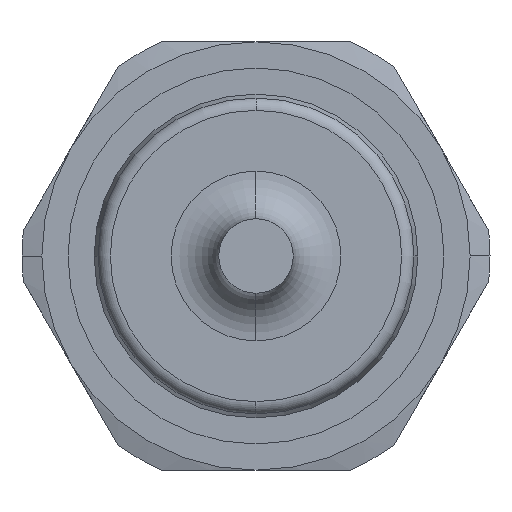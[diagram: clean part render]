
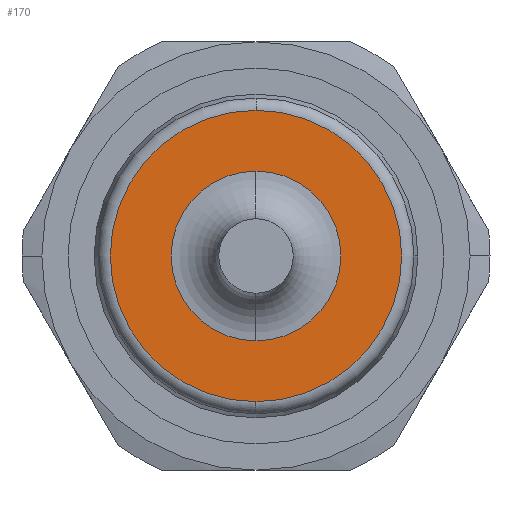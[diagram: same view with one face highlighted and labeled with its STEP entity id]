
A CAD part, left-side view. The second image highlights one B-rep face of the part: STEP entity #170.
In plain terms, the highlighted planar face has unit normal (-1, 0, 0).
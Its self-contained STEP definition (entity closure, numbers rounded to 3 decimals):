
#170 = ADVANCED_FACE( '', ( #371, #372 ), #373, .T. );
#371 = FACE_BOUND( '', #576, .T. );
#372 = FACE_OUTER_BOUND( '', #577, .T. );
#373 = PLANE( '', #578 );
#576 = EDGE_LOOP( '', ( #1311, #1312, #1313 ) );
#577 = EDGE_LOOP( '', ( #1314, #1315, #1316 ) );
#578 = AXIS2_PLACEMENT_3D( '', #1317, #1318, #1319 );
#1311 = ORIENTED_EDGE( '', *, *, #1568, .F. );
#1312 = ORIENTED_EDGE( '', *, *, #1569, .F. );
#1313 = ORIENTED_EDGE( '', *, *, #1348, .F. );
#1314 = ORIENTED_EDGE( '', *, *, #1355, .T. );
#1315 = ORIENTED_EDGE( '', *, *, #1567, .T. );
#1316 = ORIENTED_EDGE( '', *, *, #1356, .T. );
#1317 = CARTESIAN_POINT( '', ( 3.7, 7.267, 0. ) );
#1318 = DIRECTION( '', ( -1., 0., 0. ) );
#1319 = DIRECTION( '', ( 0., 1., 0. ) );
#1348 = EDGE_CURVE( '', #1582, #1584, #1585, .T. );
#1355 = EDGE_CURVE( '', #1598, #1596, #1599, .T. );
#1356 = EDGE_CURVE( '', #1590, #1598, #1600, .T. );
#1567 = EDGE_CURVE( '', #1596, #1590, #1936, .T. );
#1568 = EDGE_CURVE( '', #1937, #1582, #1938, .T. );
#1569 = EDGE_CURVE( '', #1584, #1937, #1939, .T. );
#1582 = VERTEX_POINT( '', #1954 );
#1584 = VERTEX_POINT( '', #1956 );
#1585 = CIRCLE( '', #1957, 5.35 );
#1590 = VERTEX_POINT( '', #1962 );
#1596 = VERTEX_POINT( '', #1968 );
#1598 = VERTEX_POINT( '', #1970 );
#1599 = CIRCLE( '', #1971, 9.184 );
#1600 = CIRCLE( '', #1972, 9.184 );
#1936 = CIRCLE( '', #2608, 9.184 );
#1937 = VERTEX_POINT( '', #2609 );
#1938 = CIRCLE( '', #2610, 5.35 );
#1939 = CIRCLE( '', #2611, 5.35 );
#1954 = CARTESIAN_POINT( '', ( 3.7, 0., -5.35 ) );
#1956 = CARTESIAN_POINT( '', ( 3.7, 0., 5.35 ) );
#1957 = AXIS2_PLACEMENT_3D( '', #2628, #2629, #2630 );
#1962 = CARTESIAN_POINT( '', ( 3.7, 0., 9.184 ) );
#1968 = CARTESIAN_POINT( '', ( 3.7, 0., -9.184 ) );
#1970 = CARTESIAN_POINT( '', ( 3.7, 9.184, 0. ) );
#1971 = AXIS2_PLACEMENT_3D( '', #2649, #2650, #2651 );
#1972 = AXIS2_PLACEMENT_3D( '', #2652, #2653, #2654 );
#2608 = AXIS2_PLACEMENT_3D( '', #3045, #3046, #3047 );
#2609 = CARTESIAN_POINT( '', ( 3.7, 5.35, 0. ) );
#2610 = AXIS2_PLACEMENT_3D( '', #3048, #3049, #3050 );
#2611 = AXIS2_PLACEMENT_3D( '', #3051, #3052, #3053 );
#2628 = CARTESIAN_POINT( '', ( 3.7, 0., 0. ) );
#2629 = DIRECTION( '', ( -1., 0., 0. ) );
#2630 = DIRECTION( '', ( 0., 1., 0. ) );
#2649 = CARTESIAN_POINT( '', ( 3.7, 0., 0. ) );
#2650 = DIRECTION( '', ( -1., 0., 0. ) );
#2651 = DIRECTION( '', ( 0., 1., 0. ) );
#2652 = CARTESIAN_POINT( '', ( 3.7, 0., 0. ) );
#2653 = DIRECTION( '', ( -1., 0., 0. ) );
#2654 = DIRECTION( '', ( 0., 1., 0. ) );
#3045 = CARTESIAN_POINT( '', ( 3.7, 0., 0. ) );
#3046 = DIRECTION( '', ( -1., 0., 0. ) );
#3047 = DIRECTION( '', ( 0., 1., 0. ) );
#3048 = CARTESIAN_POINT( '', ( 3.7, 0., 0. ) );
#3049 = DIRECTION( '', ( -1., 0., 0. ) );
#3050 = DIRECTION( '', ( 0., 1., 0. ) );
#3051 = CARTESIAN_POINT( '', ( 3.7, 0., 0. ) );
#3052 = DIRECTION( '', ( -1., 0., 0. ) );
#3053 = DIRECTION( '', ( 0., 1., 0. ) );
